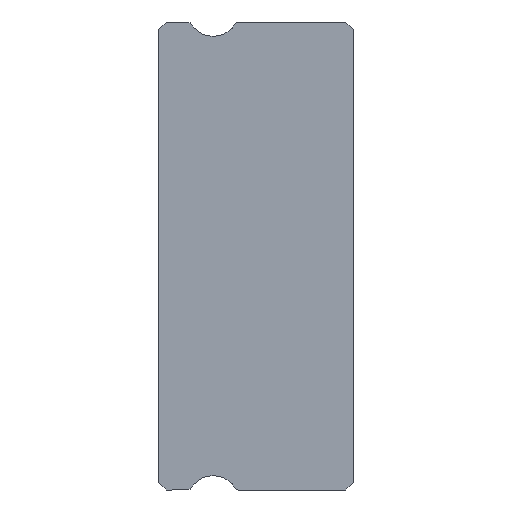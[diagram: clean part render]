
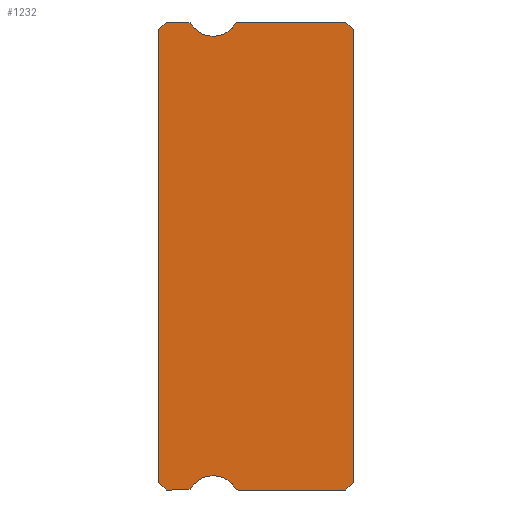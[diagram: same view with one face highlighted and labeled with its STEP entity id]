
A CAD part, left-side view. The second image highlights one B-rep face of the part: STEP entity #1232.
In plain terms, the highlighted planar face has unit normal (-1, 0, 0).
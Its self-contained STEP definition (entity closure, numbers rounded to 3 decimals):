
#8 = EDGE_CURVE ( 'NONE', #3183, #1676, #1583, .T. ) ;
#38 = DIRECTION ( 'NONE',  ( 0., -0.707, -0.707 ) ) ;
#97 = CARTESIAN_POINT ( 'NONE',  ( -10., 7.2, 9. ) ) ;
#100 = VECTOR ( 'NONE', #499, 1000. ) ;
#107 = DIRECTION ( 'NONE',  ( 0., 0., -1. ) ) ;
#220 = AXIS2_PLACEMENT_3D ( 'NONE', #450, #2251, #727 ) ;
#226 = EDGE_CURVE ( 'NONE', #1846, #2651, #2585, .T. ) ;
#243 = VECTOR ( 'NONE', #1473, 1000. ) ;
#269 = CARTESIAN_POINT ( 'NONE',  ( -10., 5.4, 9.45 ) ) ;
#341 = LINE ( 'NONE', #2143, #3214 ) ;
#345 = CARTESIAN_POINT ( 'NONE',  ( -10., 4.419, 9. ) ) ;
#355 = DIRECTION ( 'NONE',  ( 1., 0., 0. ) ) ;
#381 = PLANE ( 'NONE',  #2232 ) ;
#383 = VECTOR ( 'NONE', #2993, 1000. ) ;
#410 = CARTESIAN_POINT ( 'NONE',  ( -10., 6.381, 9. ) ) ;
#411 = VERTEX_POINT ( 'NONE', #3316 ) ;
#438 = VERTEX_POINT ( 'NONE', #1756 ) ;
#450 = CARTESIAN_POINT ( 'NONE',  ( -10., 6.381, -8.85 ) ) ;
#499 = DIRECTION ( 'NONE',  ( 0., -1., 0. ) ) ;
#523 = VERTEX_POINT ( 'NONE', #2071 ) ;
#543 = LINE ( 'NONE', #1885, #2787 ) ;
#553 = CIRCLE ( 'NONE', #220, 0.15 ) ;
#554 = DIRECTION ( 'NONE',  ( 0., 0., -1. ) ) ;
#607 = CIRCLE ( 'NONE', #882, 1. ) ;
#634 = VERTEX_POINT ( 'NONE', #1602 ) ;
#672 = CARTESIAN_POINT ( 'NONE',  ( -10., 7.5, 8.85 ) ) ;
#726 = LINE ( 'NONE', #1213, #2126 ) ;
#727 = DIRECTION ( 'NONE',  ( 0., 0., -1. ) ) ;
#739 = CARTESIAN_POINT ( 'NONE',  ( -10., 6.381, -9. ) ) ;
#805 = DIRECTION ( 'NONE',  ( 0., 0., -1. ) ) ;
#825 = CARTESIAN_POINT ( 'NONE',  ( -10., 7.5, 8.7 ) ) ;
#881 = ORIENTED_EDGE ( 'NONE', *, *, #2542, .T. ) ;
#882 = AXIS2_PLACEMENT_3D ( 'NONE', #891, #3061, #107 ) ;
#891 = CARTESIAN_POINT ( 'NONE',  ( -10., 5.4, -9.45 ) ) ;
#973 = CARTESIAN_POINT ( 'NONE',  ( -10., 6.381, 8.85 ) ) ;
#1011 = EDGE_CURVE ( 'NONE', #2201, #1061, #3057, .T. ) ;
#1017 = ORIENTED_EDGE ( 'NONE', *, *, #3095, .F. ) ;
#1034 = EDGE_CURVE ( 'NONE', #3340, #3183, #543, .T. ) ;
#1054 = VECTOR ( 'NONE', #1449, 1000. ) ;
#1056 = CIRCLE ( 'NONE', #3392, 0.15 ) ;
#1061 = VERTEX_POINT ( 'NONE', #1595 ) ;
#1120 = DIRECTION ( 'NONE',  ( 0., -0.707, -0.707 ) ) ;
#1157 = ORIENTED_EDGE ( 'NONE', *, *, #1832, .T. ) ;
#1159 = DIRECTION ( 'NONE',  ( 1., 0., 0. ) ) ;
#1205 = CARTESIAN_POINT ( 'NONE',  ( -10., 0.3, 9. ) ) ;
#1213 = CARTESIAN_POINT ( 'NONE',  ( -10., 6.381, -9. ) ) ;
#1232 = ADVANCED_FACE ( 'NONE', ( #2756 ), #381, .F. ) ;
#1281 = CARTESIAN_POINT ( 'NONE',  ( -10., 6.253, 8.928 ) ) ;
#1302 = ORIENTED_EDGE ( 'NONE', *, *, #3120, .F. ) ;
#1308 = EDGE_CURVE ( 'NONE', #634, #2918, #1721, .T. ) ;
#1343 = EDGE_LOOP ( 'NONE', ( #2620, #1964, #881, #1741, #1017, #3099, #3140, #2770, #1157, #2845, #2051, #1302, #3435, #3326, #2217, #2458, #3445 ) ) ;
#1374 = CARTESIAN_POINT ( 'NONE',  ( -10., 6.253, -8.928 ) ) ;
#1394 = EDGE_CURVE ( 'NONE', #2918, #2832, #726, .T. ) ;
#1398 = CARTESIAN_POINT ( 'NONE',  ( -10., 0., 8.7 ) ) ;
#1449 = DIRECTION ( 'NONE',  ( 0., 0., 1. ) ) ;
#1464 = AXIS2_PLACEMENT_3D ( 'NONE', #973, #1763, #2833 ) ;
#1473 = DIRECTION ( 'NONE',  ( 0., 0., 1. ) ) ;
#1502 = DIRECTION ( 'NONE',  ( 0., 0.707, -0.707 ) ) ;
#1583 = LINE ( 'NONE', #2653, #2015 ) ;
#1595 = CARTESIAN_POINT ( 'NONE',  ( -10., 7.5, 8.7 ) ) ;
#1602 = CARTESIAN_POINT ( 'NONE',  ( -10., 0., -8.7 ) ) ;
#1625 = DIRECTION ( 'NONE',  ( 0., 0., -1. ) ) ;
#1676 = VERTEX_POINT ( 'NONE', #1398 ) ;
#1680 = DIRECTION ( 'NONE',  ( 0., 0., -1. ) ) ;
#1698 = CARTESIAN_POINT ( 'NONE',  ( -10., 5.4, 8.45 ) ) ;
#1707 = CARTESIAN_POINT ( 'NONE',  ( -10., 0., -8.7 ) ) ;
#1717 = CARTESIAN_POINT ( 'NONE',  ( -10., 0., 8.7 ) ) ;
#1721 = LINE ( 'NONE', #1707, #3133 ) ;
#1731 = EDGE_CURVE ( 'NONE', #2832, #411, #3421, .T. ) ;
#1741 = ORIENTED_EDGE ( 'NONE', *, *, #3447, .F. ) ;
#1756 = CARTESIAN_POINT ( 'NONE',  ( -10., 7.2, -9. ) ) ;
#1763 = DIRECTION ( 'NONE',  ( 1., 0., 0. ) ) ;
#1832 = EDGE_CURVE ( 'NONE', #634, #1676, #3086, .T. ) ;
#1846 = VERTEX_POINT ( 'NONE', #410 ) ;
#1849 = DIRECTION ( 'NONE',  ( -1., 0., 0. ) ) ;
#1859 = CARTESIAN_POINT ( 'NONE',  ( -10., 4.547, 8.928 ) ) ;
#1866 = CARTESIAN_POINT ( 'NONE',  ( -10., 5.4, 9.45 ) ) ;
#1879 = CIRCLE ( 'NONE', #1983, 1. ) ;
#1881 = DIRECTION ( 'NONE',  ( 0., 0.707, -0.707 ) ) ;
#1885 = CARTESIAN_POINT ( 'NONE',  ( -10., 6.381, 9. ) ) ;
#1962 = EDGE_CURVE ( 'NONE', #2201, #438, #341, .T. ) ;
#1964 = ORIENTED_EDGE ( 'NONE', *, *, #1962, .T. ) ;
#1983 = AXIS2_PLACEMENT_3D ( 'NONE', #1866, #1849, #554 ) ;
#2002 = EDGE_CURVE ( 'NONE', #3299, #1061, #2985, .T. ) ;
#2015 = VECTOR ( 'NONE', #38, 1000. ) ;
#2036 = CARTESIAN_POINT ( 'NONE',  ( -10., 0.3, -9. ) ) ;
#2051 = ORIENTED_EDGE ( 'NONE', *, *, #1034, .F. ) ;
#2071 = CARTESIAN_POINT ( 'NONE',  ( -10., 6.381, -9. ) ) ;
#2118 = DIRECTION ( 'NONE',  ( 0., -1., 0. ) ) ;
#2126 = VECTOR ( 'NONE', #2847, 1000. ) ;
#2143 = CARTESIAN_POINT ( 'NONE',  ( -10., 7.2, -9. ) ) ;
#2201 = VERTEX_POINT ( 'NONE', #3119 ) ;
#2217 = ORIENTED_EDGE ( 'NONE', *, *, #226, .F. ) ;
#2232 = AXIS2_PLACEMENT_3D ( 'NONE', #2955, #1159, #1625 ) ;
#2251 = DIRECTION ( 'NONE',  ( 1., 0., 0. ) ) ;
#2264 = CIRCLE ( 'NONE', #2384, 1. ) ;
#2283 = DIRECTION ( 'NONE',  ( 1., 0., 0. ) ) ;
#2384 = AXIS2_PLACEMENT_3D ( 'NONE', #269, #2917, #805 ) ;
#2458 = ORIENTED_EDGE ( 'NONE', *, *, #3348, .T. ) ;
#2492 = CARTESIAN_POINT ( 'NONE',  ( -10., 4.419, 8.85 ) ) ;
#2542 = EDGE_CURVE ( 'NONE', #438, #523, #2878, .T. ) ;
#2585 = CIRCLE ( 'NONE', #1464, 0.15 ) ;
#2620 = ORIENTED_EDGE ( 'NONE', *, *, #1011, .F. ) ;
#2651 = VERTEX_POINT ( 'NONE', #1281 ) ;
#2653 = CARTESIAN_POINT ( 'NONE',  ( -10., 0.3, 9. ) ) ;
#2670 = EDGE_CURVE ( 'NONE', #2651, #3191, #2264, .T. ) ;
#2756 = FACE_OUTER_BOUND ( 'NONE', #1343, .T. ) ;
#2757 = LINE ( 'NONE', #97, #383 ) ;
#2770 = ORIENTED_EDGE ( 'NONE', *, *, #1308, .F. ) ;
#2787 = VECTOR ( 'NONE', #2118, 1000. ) ;
#2832 = VERTEX_POINT ( 'NONE', #3390 ) ;
#2833 = DIRECTION ( 'NONE',  ( 0., 0., -1. ) ) ;
#2845 = ORIENTED_EDGE ( 'NONE', *, *, #8, .F. ) ;
#2847 = DIRECTION ( 'NONE',  ( 0., 1., 0. ) ) ;
#2878 = LINE ( 'NONE', #739, #100 ) ;
#2917 = DIRECTION ( 'NONE',  ( -1., 0., 0. ) ) ;
#2918 = VERTEX_POINT ( 'NONE', #2036 ) ;
#2955 = CARTESIAN_POINT ( 'NONE',  ( -10., 6.381, 8.85 ) ) ;
#2984 = EDGE_CURVE ( 'NONE', #3191, #3250, #1879, .T. ) ;
#2985 = LINE ( 'NONE', #825, #3320 ) ;
#2993 = DIRECTION ( 'NONE',  ( 0., 1., 0. ) ) ;
#3021 = CARTESIAN_POINT ( 'NONE',  ( -10., 7.2, 9. ) ) ;
#3034 = DIRECTION ( 'NONE',  ( 0., 0., -1. ) ) ;
#3057 = LINE ( 'NONE', #672, #243 ) ;
#3061 = DIRECTION ( 'NONE',  ( -1., 0., 0. ) ) ;
#3065 = CARTESIAN_POINT ( 'NONE',  ( -10., 4.419, -8.85 ) ) ;
#3086 = LINE ( 'NONE', #1717, #1054 ) ;
#3095 = EDGE_CURVE ( 'NONE', #411, #3311, #607, .T. ) ;
#3099 = ORIENTED_EDGE ( 'NONE', *, *, #1731, .F. ) ;
#3119 = CARTESIAN_POINT ( 'NONE',  ( -10., 7.5, -8.7 ) ) ;
#3120 = EDGE_CURVE ( 'NONE', #3250, #3340, #1056, .T. ) ;
#3133 = VECTOR ( 'NONE', #1502, 1000. ) ;
#3140 = ORIENTED_EDGE ( 'NONE', *, *, #1394, .F. ) ;
#3183 = VERTEX_POINT ( 'NONE', #1205 ) ;
#3191 = VERTEX_POINT ( 'NONE', #1698 ) ;
#3214 = VECTOR ( 'NONE', #1120, 1000. ) ;
#3250 = VERTEX_POINT ( 'NONE', #1859 ) ;
#3299 = VERTEX_POINT ( 'NONE', #3021 ) ;
#3311 = VERTEX_POINT ( 'NONE', #1374 ) ;
#3316 = CARTESIAN_POINT ( 'NONE',  ( -10., 4.547, -8.928 ) ) ;
#3320 = VECTOR ( 'NONE', #1881, 1000. ) ;
#3326 = ORIENTED_EDGE ( 'NONE', *, *, #2670, .F. ) ;
#3340 = VERTEX_POINT ( 'NONE', #345 ) ;
#3348 = EDGE_CURVE ( 'NONE', #1846, #3299, #2757, .T. ) ;
#3390 = CARTESIAN_POINT ( 'NONE',  ( -10., 4.419, -9. ) ) ;
#3392 = AXIS2_PLACEMENT_3D ( 'NONE', #2492, #355, #1680 ) ;
#3410 = AXIS2_PLACEMENT_3D ( 'NONE', #3065, #2283, #3034 ) ;
#3421 = CIRCLE ( 'NONE', #3410, 0.15 ) ;
#3435 = ORIENTED_EDGE ( 'NONE', *, *, #2984, .F. ) ;
#3445 = ORIENTED_EDGE ( 'NONE', *, *, #2002, .T. ) ;
#3447 = EDGE_CURVE ( 'NONE', #3311, #523, #553, .T. ) ;
